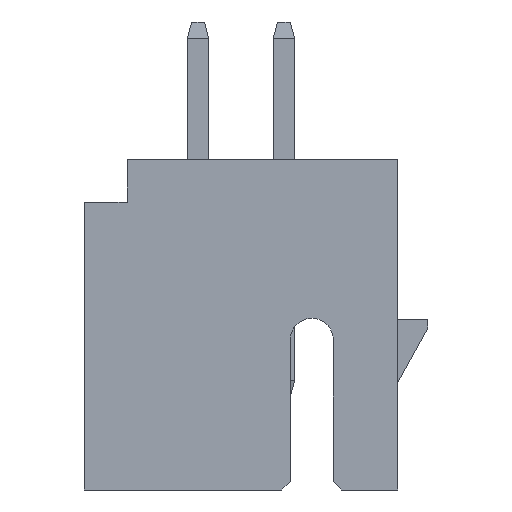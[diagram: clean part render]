
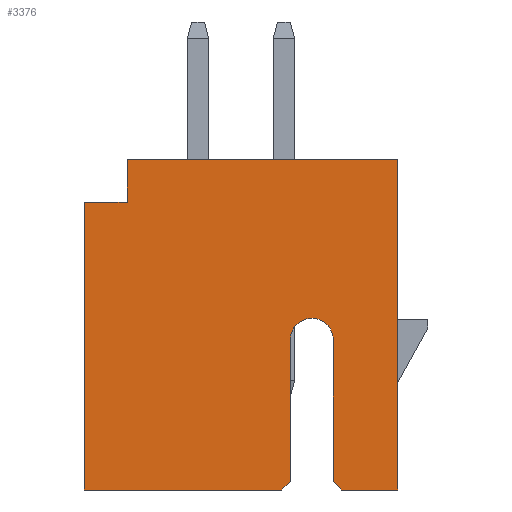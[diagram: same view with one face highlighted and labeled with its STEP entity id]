
A CAD part, left-side view. The second image highlights one B-rep face of the part: STEP entity #3376.
In plain terms, the highlighted planar face has unit normal (-1, 0, 0).
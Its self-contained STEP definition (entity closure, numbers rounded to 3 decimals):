
#66 = AXIS2_PLACEMENT_3D ( 'NONE', #2579, #4373, #895 ) ;
#100 = EDGE_CURVE ( 'NONE', #3606, #3597, #1140, .T. ) ;
#117 = ORIENTED_EDGE ( 'NONE', *, *, #129, .F. ) ;
#129 = EDGE_CURVE ( 'NONE', #3879, #1452, #4368, .T. ) ;
#209 = EDGE_CURVE ( 'NONE', #3269, #1452, #3805, .T. ) ;
#223 = PLANE ( 'NONE',  #2862 ) ;
#260 = CARTESIAN_POINT ( 'NONE',  ( 8., -3.65, 0. ) ) ;
#314 = CARTESIAN_POINT ( 'NONE',  ( 8., -3.65, 7.7 ) ) ;
#369 = VECTOR ( 'NONE', #2118, 1000. ) ;
#496 = CARTESIAN_POINT ( 'NONE',  ( 8., -1.15, 3.5 ) ) ;
#513 = ORIENTED_EDGE ( 'NONE', *, *, #1347, .T. ) ;
#534 = ORIENTED_EDGE ( 'NONE', *, *, #209, .T. ) ;
#535 = CARTESIAN_POINT ( 'NONE',  ( 8., 2.65, 7.7 ) ) ;
#604 = EDGE_CURVE ( 'NONE', #2602, #3364, #3713, .T. ) ;
#625 = VERTEX_POINT ( 'NONE', #535 ) ;
#830 = LINE ( 'NONE', #3213, #2731 ) ;
#835 = DIRECTION ( 'NONE',  ( 0., -1., 0. ) ) ;
#895 = DIRECTION ( 'NONE',  ( 0., 0., -1. ) ) ;
#899 = VECTOR ( 'NONE', #4334, 1000. ) ;
#912 = DIRECTION ( 'NONE',  ( 0., -1., 0. ) ) ;
#1019 = LINE ( 'NONE', #2480, #3114 ) ;
#1120 = EDGE_CURVE ( 'NONE', #2543, #3882, #2420, .T. ) ;
#1128 = DIRECTION ( 'NONE',  ( 0., -0.707, 0.707 ) ) ;
#1140 = LINE ( 'NONE', #2182, #3839 ) ;
#1154 = CARTESIAN_POINT ( 'NONE',  ( 8., -3.65, 0. ) ) ;
#1224 = DIRECTION ( 'NONE',  ( 0., -1., 0. ) ) ;
#1242 = ORIENTED_EDGE ( 'NONE', *, *, #1260, .T. ) ;
#1258 = EDGE_CURVE ( 'NONE', #1713, #3597, #830, .T. ) ;
#1260 = EDGE_CURVE ( 'NONE', #2364, #3882, #1624, .T. ) ;
#1277 = DIRECTION ( 'NONE',  ( 0., -0.707, -0.707 ) ) ;
#1282 = ORIENTED_EDGE ( 'NONE', *, *, #3641, .T. ) ;
#1311 = DIRECTION ( 'NONE',  ( 1., 0., 0. ) ) ;
#1347 = EDGE_CURVE ( 'NONE', #2602, #2844, #1908, .T. ) ;
#1452 = VERTEX_POINT ( 'NONE', #2020 ) ;
#1522 = CARTESIAN_POINT ( 'NONE',  ( 8., -1.65, 3.5 ) ) ;
#1567 = CARTESIAN_POINT ( 'NONE',  ( 8., -1.15, 0.2 ) ) ;
#1578 = CARTESIAN_POINT ( 'NONE',  ( 8., 3.65, 0. ) ) ;
#1580 = CARTESIAN_POINT ( 'NONE',  ( 8., 3.65, 6.7 ) ) ;
#1623 = CARTESIAN_POINT ( 'NONE',  ( 8., -2.15, 0.2 ) ) ;
#1624 = CIRCLE ( 'NONE', #3318, 0.5 ) ;
#1703 = FACE_OUTER_BOUND ( 'NONE', #1774, .T. ) ;
#1713 = VERTEX_POINT ( 'NONE', #3447 ) ;
#1758 = ORIENTED_EDGE ( 'NONE', *, *, #1120, .F. ) ;
#1766 = EDGE_CURVE ( 'NONE', #2543, #3269, #2008, .T. ) ;
#1774 = EDGE_LOOP ( 'NONE', ( #3859, #3316, #3443, #1282, #1242, #1758, #2380, #534, #117, #4275, #4367, #4264, #513 ) ) ;
#1908 = LINE ( 'NONE', #4119, #3626 ) ;
#1997 = CARTESIAN_POINT ( 'NONE',  ( 8., -2.15, 0.2 ) ) ;
#2008 = LINE ( 'NONE', #1623, #3329 ) ;
#2015 = EDGE_CURVE ( 'NONE', #2844, #1713, #2216, .T. ) ;
#2020 = CARTESIAN_POINT ( 'NONE',  ( 8., -3.65, 0. ) ) ;
#2118 = DIRECTION ( 'NONE',  ( 0., 0., 1. ) ) ;
#2171 = LINE ( 'NONE', #2490, #899 ) ;
#2182 = CARTESIAN_POINT ( 'NONE',  ( 8., -1.15, 0. ) ) ;
#2210 = DIRECTION ( 'NONE',  ( 0., 0., -1. ) ) ;
#2216 = LINE ( 'NONE', #1154, #3408 ) ;
#2281 = DIRECTION ( 'NONE',  ( 0., 0., -1. ) ) ;
#2364 = VERTEX_POINT ( 'NONE', #2540 ) ;
#2380 = ORIENTED_EDGE ( 'NONE', *, *, #1766, .T. ) ;
#2388 = EDGE_CURVE ( 'NONE', #3364, #625, #2171, .T. ) ;
#2420 = LINE ( 'NONE', #3465, #369 ) ;
#2480 = CARTESIAN_POINT ( 'NONE',  ( 8., -3.65, 7.7 ) ) ;
#2490 = CARTESIAN_POINT ( 'NONE',  ( 8., 2.65, 7.7 ) ) ;
#2517 = DIRECTION ( 'NONE',  ( 1., 0., 0. ) ) ;
#2540 = CARTESIAN_POINT ( 'NONE',  ( 8., -1.65, 4. ) ) ;
#2543 = VERTEX_POINT ( 'NONE', #1997 ) ;
#2577 = VECTOR ( 'NONE', #2603, 1000. ) ;
#2579 = CARTESIAN_POINT ( 'NONE',  ( 8., -1.65, 3.5 ) ) ;
#2602 = VERTEX_POINT ( 'NONE', #3813 ) ;
#2603 = DIRECTION ( 'NONE',  ( 0., 0., -1. ) ) ;
#2731 = VECTOR ( 'NONE', #1128, 1000. ) ;
#2777 = DIRECTION ( 'NONE',  ( 0., -1., 0. ) ) ;
#2844 = VERTEX_POINT ( 'NONE', #1578 ) ;
#2862 = AXIS2_PLACEMENT_3D ( 'NONE', #4489, #1311, #3116 ) ;
#3015 = CIRCLE ( 'NONE', #66, 0.5 ) ;
#3025 = CARTESIAN_POINT ( 'NONE',  ( 8., 2.65, 6.7 ) ) ;
#3097 = VECTOR ( 'NONE', #1224, 1000. ) ;
#3114 = VECTOR ( 'NONE', #2777, 1000. ) ;
#3116 = DIRECTION ( 'NONE',  ( 0., 0., -1. ) ) ;
#3213 = CARTESIAN_POINT ( 'NONE',  ( 8., -0.95, 0. ) ) ;
#3269 = VERTEX_POINT ( 'NONE', #4400 ) ;
#3276 = DIRECTION ( 'NONE',  ( 0., 0., -1. ) ) ;
#3316 = ORIENTED_EDGE ( 'NONE', *, *, #1258, .T. ) ;
#3318 = AXIS2_PLACEMENT_3D ( 'NONE', #1522, #2517, #2210 ) ;
#3329 = VECTOR ( 'NONE', #1277, 1000. ) ;
#3364 = VERTEX_POINT ( 'NONE', #3025 ) ;
#3376 = ADVANCED_FACE ( 'NONE', ( #1703 ), #223, .F. ) ;
#3408 = VECTOR ( 'NONE', #835, 1000. ) ;
#3443 = ORIENTED_EDGE ( 'NONE', *, *, #100, .F. ) ;
#3447 = CARTESIAN_POINT ( 'NONE',  ( 8., -0.95, 0. ) ) ;
#3465 = CARTESIAN_POINT ( 'NONE',  ( 8., -2.15, 0. ) ) ;
#3538 = VECTOR ( 'NONE', #912, 1000. ) ;
#3556 = CARTESIAN_POINT ( 'NONE',  ( 8., -2.15, 3.5 ) ) ;
#3597 = VERTEX_POINT ( 'NONE', #1567 ) ;
#3606 = VERTEX_POINT ( 'NONE', #496 ) ;
#3626 = VECTOR ( 'NONE', #2281, 1000. ) ;
#3641 = EDGE_CURVE ( 'NONE', #3606, #2364, #3015, .T. ) ;
#3713 = LINE ( 'NONE', #1580, #3097 ) ;
#3805 = LINE ( 'NONE', #260, #3538 ) ;
#3813 = CARTESIAN_POINT ( 'NONE',  ( 8., 3.65, 6.7 ) ) ;
#3839 = VECTOR ( 'NONE', #3276, 1000. ) ;
#3859 = ORIENTED_EDGE ( 'NONE', *, *, #2015, .T. ) ;
#3879 = VERTEX_POINT ( 'NONE', #314 ) ;
#3882 = VERTEX_POINT ( 'NONE', #3556 ) ;
#3953 = CARTESIAN_POINT ( 'NONE',  ( 8., -3.65, 7.7 ) ) ;
#4119 = CARTESIAN_POINT ( 'NONE',  ( 8., 3.65, 7.7 ) ) ;
#4264 = ORIENTED_EDGE ( 'NONE', *, *, #604, .F. ) ;
#4265 = EDGE_CURVE ( 'NONE', #625, #3879, #1019, .T. ) ;
#4275 = ORIENTED_EDGE ( 'NONE', *, *, #4265, .F. ) ;
#4334 = DIRECTION ( 'NONE',  ( 0., 0., 1. ) ) ;
#4367 = ORIENTED_EDGE ( 'NONE', *, *, #2388, .F. ) ;
#4368 = LINE ( 'NONE', #3953, #2577 ) ;
#4373 = DIRECTION ( 'NONE',  ( 1., 0., 0. ) ) ;
#4400 = CARTESIAN_POINT ( 'NONE',  ( 8., -2.35, 0. ) ) ;
#4489 = CARTESIAN_POINT ( 'NONE',  ( 8., -3.65, 7.7 ) ) ;
